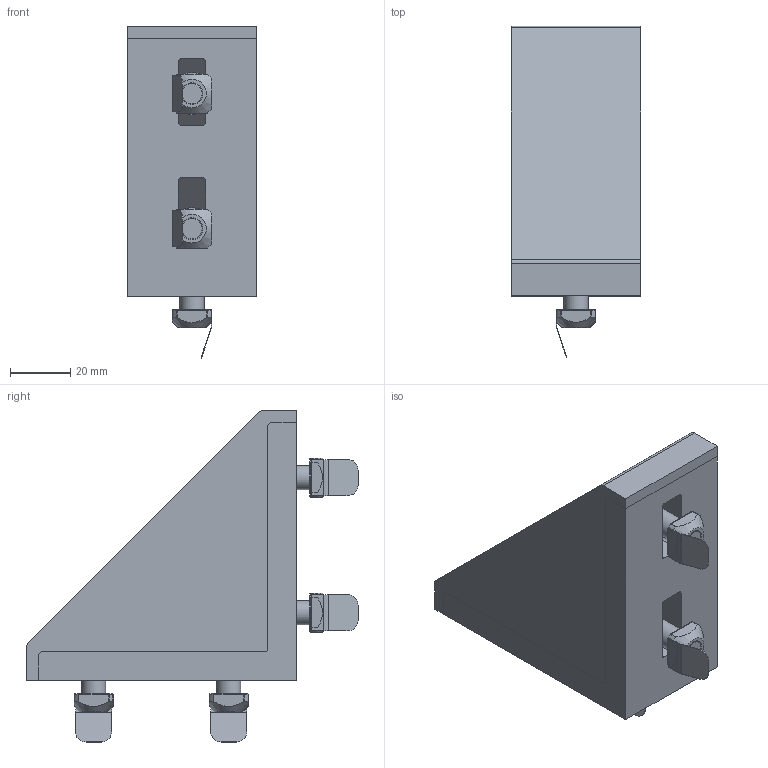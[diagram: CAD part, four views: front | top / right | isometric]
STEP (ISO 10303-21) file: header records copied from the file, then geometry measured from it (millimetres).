
FILE_DESCRIPTION(('STEP AP203'),'1');
FILE_NAME('FIXE08N1077.stp','2023-10-23T13:10:43',(' '),(' '),'Spatial InterOp 3D',' ',' ');
FILE_SCHEMA(('CONFIG_CONTROL_DESIGN'));
Length unit declared in the file: millimetre
Products named in the file (9): Kit Equerre 8 90x90x45 Al brut; Cache Cache 8 90x90x45 noir; Equerre 8 90x90x45 Al brut; Kit de fixation; Vis BHC - M8x20; Ecrou carré languette 8 45 M8
Assembly tree (12 placements, depth 4):
  Kit Equerre 8 90x90x45 Al brut
    Cache Cache 8 90x90x45 noir
    Equerre 8 90x90x45 Al brut
    Kit de fixation  x2
      Vis BHC - M8x20
      Ecrou carré languette 8 45 M8
        Ecrou carré languette 8 45 M8
        Ecrou carré languette 8 45 M8
    Kit de fixation  x2
      Vis BHC - M8x20
      Ecrou carré languette 8 45 M8
        Ecrou carré languette 8 45 M8
        Ecrou carré languette 8 45 M8
Bounding box: 43 x 110.55 x 110.55 mm (x, y, z)
Volume: 123067.4 mm3; surface area: 50449 mm2
Topology: 14 solids, 14 shells, 315 faces, 769 edges, 454 vertices
Faces by surface type: plane 131, cylinder 112, sphere 36, torus 24, cone 12
Full cylindrical faces by diameter (mm): 6.8 x4, 8 x8
Entity records: 5489 total; most frequent: CARTESIAN_POINT 792, DIRECTION 649, ORIENTED_EDGE 592, EDGE_CURVE 296, AXIS2_PLACEMENT_3D 233, PROPERTY_DEFINITION_REPRESENTATION 209, GENERAL_PROPERTY_ASSOCIATION 209, PROPERTY_DEFINITION 209
